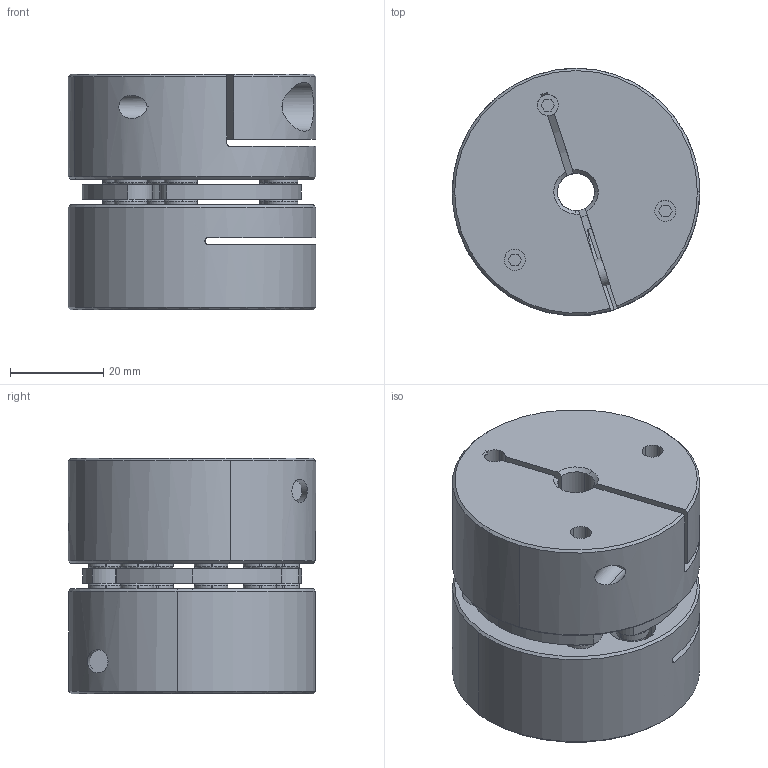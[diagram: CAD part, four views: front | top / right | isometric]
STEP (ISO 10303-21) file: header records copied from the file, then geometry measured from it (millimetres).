
FILE_DESCRIPTION (( 'STEP AP214' ), '1' );
FILE_NAME ('ZERO MAX-6A18-A1C-6A18-A1C-8mmB-8mmB.step', '2015-12-28T22:27:29', ( 'Windows User' ), ( '' ), 'SwSTEP 2.0', 'SolidWorks 2016', '' );
FILE_SCHEMA (( 'AUTOMOTIVE_DESIGN' ));
Length unit declared in the file: inch
Products named in the file (1): ZERO MAX-6A18-A1C-6A18-A1C-8mmB-8mmB
Bounding box: 53 x 52.96 x 50.49 mm (x, y, z)
Volume: 91050.6 mm3; surface area: 32769.1 mm2
Topology: 1 solids, 13 shells, 650 faces, 1617 edges, 1027 vertices
Faces by surface type: cylinder 320, plane 142, cone 132, bspline 56
Entity records: 20833 total; most frequent: CARTESIAN_POINT 4961, DIRECTION 3576, ORIENTED_EDGE 3198, EDGE_CURVE 1599, AXIS2_PLACEMENT_3D 1475, VERTEX_POINT 1027, CIRCLE 880, EDGE_LOOP 748
